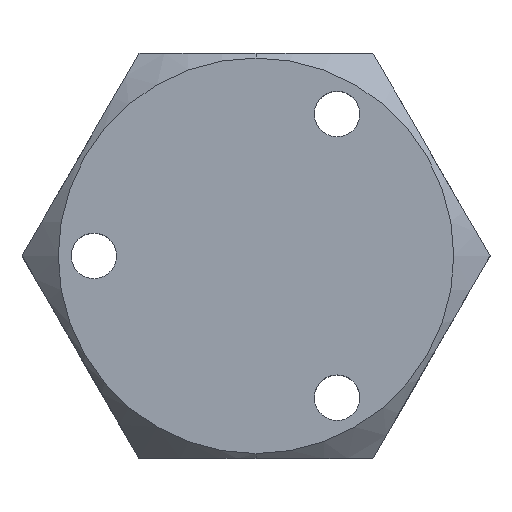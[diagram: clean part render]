
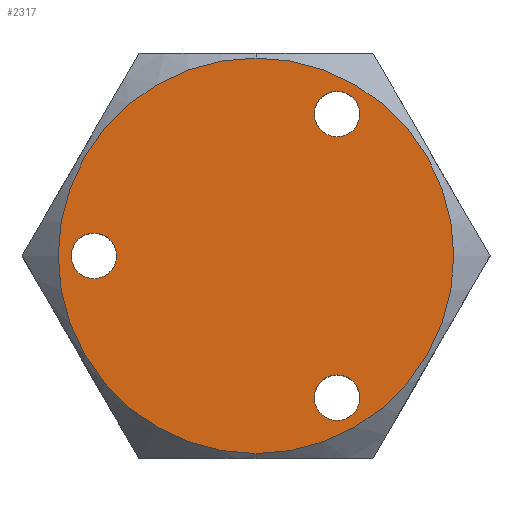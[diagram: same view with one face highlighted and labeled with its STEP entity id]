
A CAD part, top view. The second image highlights one B-rep face of the part: STEP entity #2317.
In plain terms, the highlighted planar face has unit normal (0, 0, 1).
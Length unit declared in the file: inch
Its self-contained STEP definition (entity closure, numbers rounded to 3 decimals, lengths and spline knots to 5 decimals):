
#383=CARTESIAN_POINT('',(0.5,-0.875,1.25));
#384=DIRECTION('',(0.,0.,1.));
#385=DIRECTION('',(1.,0.,0.));
#386=AXIS2_PLACEMENT_3D('',#383,#384,#385);
#388=CARTESIAN_POINT('',(0.5,-0.875,1.25));
#389=DIRECTION('',(0.,0.,1.));
#390=DIRECTION('',(-1.,0.,0.));
#391=AXIS2_PLACEMENT_3D('',#388,#389,#390);
#393=CARTESIAN_POINT('',(0.5,0.875,1.25));
#394=DIRECTION('',(0.,0.,-1.));
#395=DIRECTION('',(1.,0.,0.));
#396=AXIS2_PLACEMENT_3D('',#393,#394,#395);
#398=CARTESIAN_POINT('',(0.5,0.875,1.25));
#399=DIRECTION('',(0.,0.,-1.));
#400=DIRECTION('',(-1.,0.,0.));
#401=AXIS2_PLACEMENT_3D('',#398,#399,#400);
#403=CARTESIAN_POINT('',(-1.,0.,1.25));
#404=DIRECTION('',(0.,0.,1.));
#405=DIRECTION('',(1.,0.,0.));
#406=AXIS2_PLACEMENT_3D('',#403,#404,#405);
#408=CARTESIAN_POINT('',(-1.,0.,1.25));
#409=DIRECTION('',(0.,0.,1.));
#410=DIRECTION('',(-1.,0.,0.));
#411=AXIS2_PLACEMENT_3D('',#408,#409,#410);
#413=CARTESIAN_POINT('',(0.,0.,1.25));
#414=DIRECTION('',(0.,0.,1.));
#415=DIRECTION('',(0.,1.,0.));
#416=AXIS2_PLACEMENT_3D('',#413,#414,#415);
#418=CARTESIAN_POINT('',(0.,0.,1.25));
#419=DIRECTION('',(0.,0.,1.));
#420=DIRECTION('',(0.,-1.,0.));
#421=AXIS2_PLACEMENT_3D('',#418,#419,#420);
#1922=CARTESIAN_POINT('',(0.6405,-0.875,1.25));
#1923=CARTESIAN_POINT('',(0.3595,-0.875,1.25));
#1924=VERTEX_POINT('',#1922);
#1925=VERTEX_POINT('',#1923);
#1930=CARTESIAN_POINT('',(0.6405,0.875,1.25));
#1931=CARTESIAN_POINT('',(0.3595,0.875,1.25));
#1932=VERTEX_POINT('',#1930);
#1933=VERTEX_POINT('',#1931);
#1938=CARTESIAN_POINT('',(-0.8595,0.,1.25));
#1939=CARTESIAN_POINT('',(-1.1405,0.,1.25));
#1940=VERTEX_POINT('',#1938);
#1941=VERTEX_POINT('',#1939);
#1946=CARTESIAN_POINT('',(0.,1.22,1.25));
#1947=CARTESIAN_POINT('',(0.,-1.22,1.25));
#1948=VERTEX_POINT('',#1946);
#1949=VERTEX_POINT('',#1947);
#2289=CARTESIAN_POINT('',(0.,0.,1.25));
#2290=DIRECTION('',(0.,0.,1.));
#2291=DIRECTION('',(1.,0.,0.));
#2292=AXIS2_PLACEMENT_3D('',#2289,#2290,#2291);
#2293=PLANE('',#2292);
#2294=ORIENTED_EDGE('',*,*,#2273,.F.);
#2296=ORIENTED_EDGE('',*,*,#2295,.F.);
#2297=EDGE_LOOP('',(#2294,#2296));
#2298=FACE_OUTER_BOUND('',#2297,.F.);
#2300=ORIENTED_EDGE('',*,*,#2299,.T.);
#2302=ORIENTED_EDGE('',*,*,#2301,.T.);
#2303=EDGE_LOOP('',(#2300,#2302));
#2304=FACE_BOUND('',#2303,.F.);
#2306=ORIENTED_EDGE('',*,*,#2305,.F.);
#2308=ORIENTED_EDGE('',*,*,#2307,.F.);
#2309=EDGE_LOOP('',(#2306,#2308));
#2310=FACE_BOUND('',#2309,.F.);
#2312=ORIENTED_EDGE('',*,*,#2311,.T.);
#2314=ORIENTED_EDGE('',*,*,#2313,.T.);
#2315=EDGE_LOOP('',(#2312,#2314));
#2316=FACE_BOUND('',#2315,.F.);
#2317=ADVANCED_FACE('',(#2298,#2304,#2310,#2316),#2293,.T.);
#387=CIRCLE('',#386,0.1405);
#392=CIRCLE('',#391,0.1405);
#397=CIRCLE('',#396,0.1405);
#402=CIRCLE('',#401,0.1405);
#407=CIRCLE('',#406,0.1405);
#412=CIRCLE('',#411,0.1405);
#417=CIRCLE('',#416,1.22);
#422=CIRCLE('',#421,1.22);
#2273=EDGE_CURVE('',#1948,#1949,#417,.T.);
#2295=EDGE_CURVE('',#1949,#1948,#422,.T.);
#2299=EDGE_CURVE('',#1924,#1925,#387,.T.);
#2301=EDGE_CURVE('',#1925,#1924,#392,.T.);
#2305=EDGE_CURVE('',#1932,#1933,#397,.T.);
#2307=EDGE_CURVE('',#1933,#1932,#402,.T.);
#2311=EDGE_CURVE('',#1940,#1941,#407,.T.);
#2313=EDGE_CURVE('',#1941,#1940,#412,.T.);
